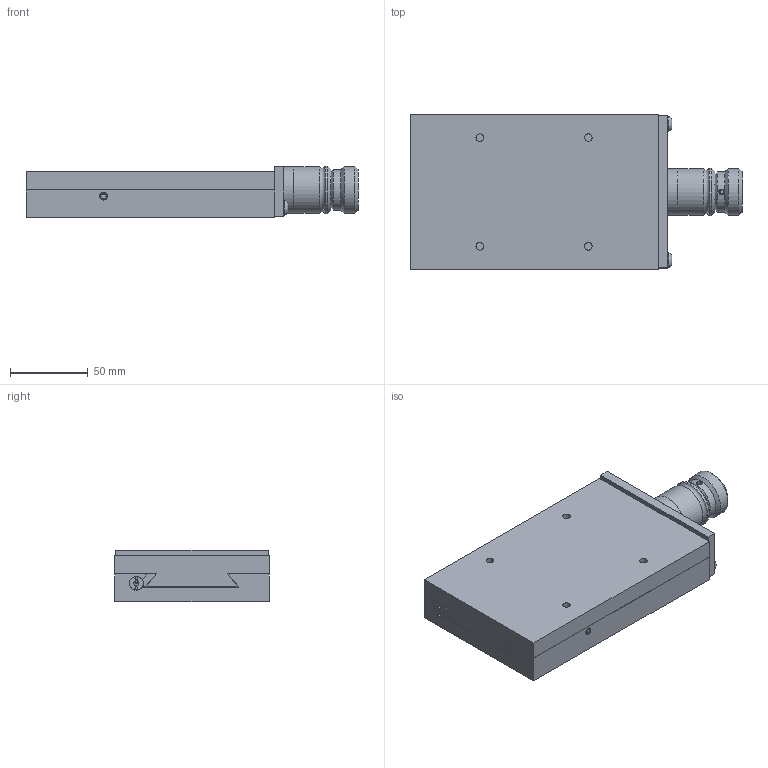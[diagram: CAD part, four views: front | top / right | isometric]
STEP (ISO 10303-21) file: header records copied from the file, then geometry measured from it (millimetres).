
FILE_DESCRIPTION( ( 'STEP AP214' ), '1' );
FILE_NAME( 'VSLS 100 X-NE.stp', '2021-03-18T12:18:09', ( 'License CC BY-ND 4.0' ), ( 'CADENAS' ), ' ', 'PARTsolutions', ' ' );
FILE_SCHEMA( ( 'AUTOMOTIVE_DESIGN { 1 0 10303 214 1 1 1 1 }' ) );
Length unit declared in the file: millimetre
Products named in the file (6): VSLS 100 X-NE_(0-); _VSLS 100-XL180(XPA.L180)_body; _VSLS-100_(0)._slider; _100(VSLS)_platte; _100(VSLS)_spindle; _Screw1 100
Assembly tree (6 placements, depth 2):
  VSLS 100 X-NE_(0-)
    _VSLS 100-XL180(XPA.L180)_body
    _VSLS-100_(0)._slider
    _100(VSLS)_platte
    _100(VSLS)_spindle
    _Screw1 100  x2
Bounding box: 214 x 100 x 33.35 mm (x, y, z)
Volume: 515043 mm3; surface area: 115272.6 mm2
Topology: 6 solids, 6 shells, 169 faces, 378 edges, 243 vertices
Faces by surface type: plane 110, cylinder 40, cone 14, torus 5
Full cylindrical faces by diameter (mm): 1.8 x2, 3.2 x1, 3.24 x1, 3.5 x2, 4 x2, 4.917 x8, 5 x4, 5.5 x2, 6 x2, 8 x2, 8.8 x1, 9.5 x2, 16 x2, 26 x1, 30 x3, 30.7 x1
Entity records: 5476 total; most frequent: CARTESIAN_POINT 731, DIRECTION 722, ORIENTED_EDGE 586, EDGE_CURVE 293, AXIS2_PLACEMENT_3D 266, EDGE_LOOP 250, VERTEX_POINT 219, FACE_OUTER_BOUND 197
